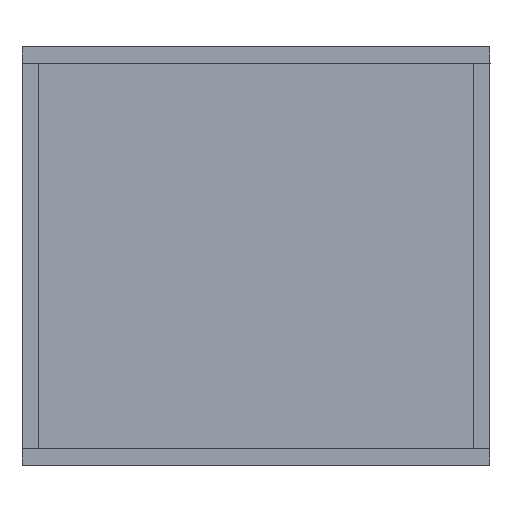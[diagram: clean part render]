
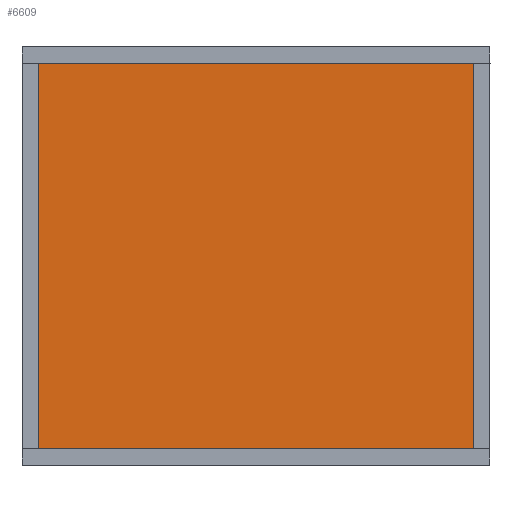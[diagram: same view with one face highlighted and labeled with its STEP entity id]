
A CAD part, front view. The second image highlights one B-rep face of the part: STEP entity #6609.
In plain terms, the highlighted planar face has unit normal (0, -1, 0).
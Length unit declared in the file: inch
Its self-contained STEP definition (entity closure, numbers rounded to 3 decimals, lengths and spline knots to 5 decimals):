
#105=FACE_OUTER_BOUND('',#449,.T.);
#449=EDGE_LOOP('',(#4635,#4636,#4637,#4638));
#910=LINE('',#9301,#1876);
#912=LINE('',#9307,#1878);
#916=LINE('',#9313,#1882);
#917=LINE('',#9315,#1883);
#1876=VECTOR('',#7576,0.3937);
#1878=VECTOR('',#7580,0.3937);
#1882=VECTOR('',#7586,0.3937);
#1883=VECTOR('',#7589,0.3937);
#2782=VERTEX_POINT('',#9294);
#2785=VERTEX_POINT('',#9299);
#2787=VERTEX_POINT('',#9304);
#2788=VERTEX_POINT('',#9306);
#3484=EDGE_CURVE('',#2782,#2785,#910,.T.);
#3486=EDGE_CURVE('',#2788,#2787,#912,.T.);
#3490=EDGE_CURVE('',#2788,#2785,#916,.T.);
#3491=EDGE_CURVE('',#2787,#2782,#917,.T.);
#4635=ORIENTED_EDGE('',*,*,#3490,.F.);
#4636=ORIENTED_EDGE('',*,*,#3486,.T.);
#4637=ORIENTED_EDGE('',*,*,#3491,.T.);
#4638=ORIENTED_EDGE('',*,*,#3484,.T.);
#6265=PLANE('',#6988);
#6609=ADVANCED_FACE('',(#105),#6265,.F.);
#6988=AXIS2_PLACEMENT_3D('',#9314,#7587,#7588);
#7576=DIRECTION('',(0.,0.,1.));
#7580=DIRECTION('',(0.,0.,-1.));
#7586=DIRECTION('',(1.,0.,0.));
#7587=DIRECTION('center_axis',(0.,1.,0.));
#7588=DIRECTION('ref_axis',(0.,0.,-1.));
#7589=DIRECTION('',(1.,0.,0.));
#9294=CARTESIAN_POINT('',(10.125,0.125,-9.));
#9299=CARTESIAN_POINT('',(10.125,0.125,0.25));
#9301=CARTESIAN_POINT('',(10.125,0.125,-4.375));
#9304=CARTESIAN_POINT('',(-0.25,0.125,-9.));
#9306=CARTESIAN_POINT('',(-0.25,0.125,0.25));
#9307=CARTESIAN_POINT('',(-0.25,0.125,-9.));
#9313=CARTESIAN_POINT('',(8.075,0.125,0.25));
#9314=CARTESIAN_POINT('Origin',(4.375,0.125,-4.375));
#9315=CARTESIAN_POINT('',(8.075,0.125,-9.));
